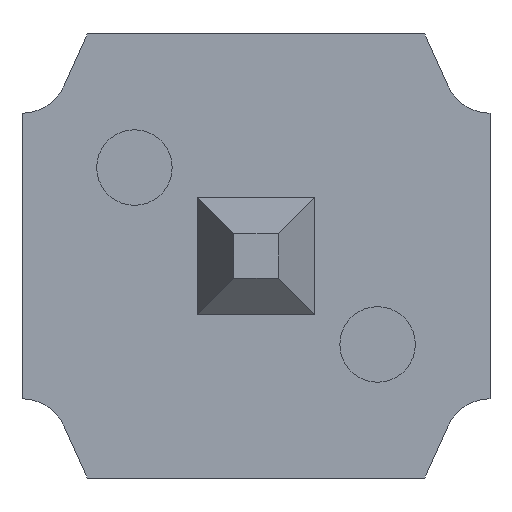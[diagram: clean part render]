
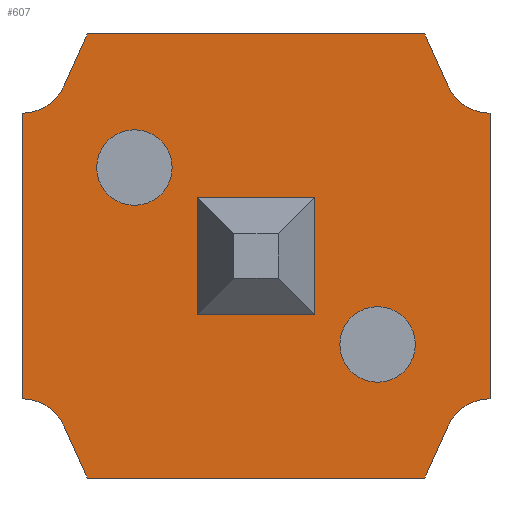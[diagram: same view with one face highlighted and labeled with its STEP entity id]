
A CAD part, left-side view. The second image highlights one B-rep face of the part: STEP entity #607.
In plain terms, the highlighted planar face has unit normal (-1, 0, 0).
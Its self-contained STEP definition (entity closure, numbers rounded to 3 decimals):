
#2=DIRECTION('',(0.,0.407,0.914));
#3=VECTOR('',#2,0.308);
#4=CARTESIAN_POINT('',(0.,0.916,-1.205));
#5=LINE('37',#4,#3);
#6=CARTESIAN_POINT('',(0.,1.27,-1.025));
#7=DIRECTION('',(-1.,0.,0.));
#8=DIRECTION('',(0.,-0.914,0.407));
#9=AXIS2_PLACEMENT_3D('',#6,#7,#8);
#11=DIRECTION('',(0.,0.,1.));
#12=VECTOR('',#11,1.55);
#13=CARTESIAN_POINT('',(0.,1.27,-0.775));
#14=LINE('375',#13,#12);
#15=CARTESIAN_POINT('',(0.,1.27,1.025));
#16=DIRECTION('',(-1.,0.,0.));
#17=DIRECTION('',(0.,0.,-1.));
#18=AXIS2_PLACEMENT_3D('',#15,#16,#17);
#20=DIRECTION('',(0.,-0.407,0.914));
#21=VECTOR('',#20,0.308);
#22=CARTESIAN_POINT('',(0.,1.042,0.923));
#23=LINE('23',#22,#21);
#24=DIRECTION('',(0.,-1.,0.));
#25=VECTOR('',#24,1.832);
#26=CARTESIAN_POINT('',(0.,0.916,1.205));
#27=LINE('24',#26,#25);
#28=DIRECTION('',(0.,-0.407,-0.914));
#29=VECTOR('',#28,0.308);
#30=CARTESIAN_POINT('',(0.,-0.916,1.205));
#31=LINE('25',#30,#29);
#32=CARTESIAN_POINT('',(0.,-1.27,1.025));
#33=DIRECTION('',(-1.,0.,0.));
#34=DIRECTION('',(0.,0.914,-0.407));
#35=AXIS2_PLACEMENT_3D('',#32,#33,#34);
#37=DIRECTION('',(0.,0.,-1.));
#38=VECTOR('',#37,1.55);
#39=CARTESIAN_POINT('',(0.,-1.27,0.775));
#40=LINE('376',#39,#38);
#41=CARTESIAN_POINT('',(0.,-1.27,-1.025));
#42=DIRECTION('',(-1.,0.,0.));
#43=DIRECTION('',(0.,0.,1.));
#44=AXIS2_PLACEMENT_3D('',#41,#42,#43);
#46=DIRECTION('',(0.,0.407,-0.914));
#47=VECTOR('',#46,0.308);
#48=CARTESIAN_POINT('',(0.,-1.042,-0.923));
#49=LINE('35',#48,#47);
#50=DIRECTION('',(0.,1.,0.));
#51=VECTOR('',#50,1.832);
#52=CARTESIAN_POINT('',(0.,-0.916,-1.205));
#53=LINE('36',#52,#51);
#54=CARTESIAN_POINT('',(0.,0.66,0.48));
#55=DIRECTION('',(-1.,0.,0.));
#56=DIRECTION('',(0.,-1.,0.));
#57=AXIS2_PLACEMENT_3D('',#54,#55,#56);
#59=CARTESIAN_POINT('',(0.,0.66,0.48));
#60=DIRECTION('',(-1.,0.,0.));
#61=DIRECTION('',(0.,1.,0.));
#62=AXIS2_PLACEMENT_3D('',#59,#60,#61);
#64=CARTESIAN_POINT('',(0.,-0.66,-0.48));
#65=DIRECTION('',(-1.,0.,0.));
#66=DIRECTION('',(0.,-1.,0.));
#67=AXIS2_PLACEMENT_3D('',#64,#65,#66);
#69=CARTESIAN_POINT('',(0.,-0.66,-0.48));
#70=DIRECTION('',(-1.,0.,0.));
#71=DIRECTION('',(0.,1.,0.));
#72=AXIS2_PLACEMENT_3D('',#69,#70,#71);
#74=DIRECTION('',(0.,0.,1.));
#75=VECTOR('',#74,0.64);
#76=CARTESIAN_POINT('',(0.,0.32,-0.32));
#77=LINE('5500',#76,#75);
#78=DIRECTION('',(0.,1.,0.));
#79=VECTOR('',#78,0.64);
#80=CARTESIAN_POINT('',(0.,-0.32,-0.32));
#81=LINE('5503',#80,#79);
#82=DIRECTION('',(0.,0.,-1.));
#83=VECTOR('',#82,0.64);
#84=CARTESIAN_POINT('',(0.,-0.32,0.32));
#85=LINE('5502',#84,#83);
#86=DIRECTION('',(0.,-1.,0.));
#87=VECTOR('',#86,0.64);
#88=CARTESIAN_POINT('',(0.,0.32,0.32));
#89=LINE('5501',#88,#87);
#426=CARTESIAN_POINT('',(0.,1.27,0.775));
#427=CARTESIAN_POINT('',(0.,1.042,0.923));
#428=VERTEX_POINT('',#426);
#429=VERTEX_POINT('',#427);
#430=CARTESIAN_POINT('',(0.,0.916,1.205));
#431=VERTEX_POINT('',#430);
#432=CARTESIAN_POINT('',(0.,-0.916,1.205));
#433=VERTEX_POINT('',#432);
#434=CARTESIAN_POINT('',(0.,-1.042,0.923));
#435=VERTEX_POINT('',#434);
#436=CARTESIAN_POINT('',(0.,-1.27,0.775));
#437=VERTEX_POINT('',#436);
#438=CARTESIAN_POINT('',(0.,-1.27,-0.775));
#439=CARTESIAN_POINT('',(0.,-1.042,-0.923));
#440=VERTEX_POINT('',#438);
#441=VERTEX_POINT('',#439);
#442=CARTESIAN_POINT('',(0.,-0.916,-1.205));
#443=VERTEX_POINT('',#442);
#444=CARTESIAN_POINT('',(0.,0.916,-1.205));
#445=VERTEX_POINT('',#444);
#446=CARTESIAN_POINT('',(0.,1.042,-0.923));
#447=VERTEX_POINT('',#446);
#448=CARTESIAN_POINT('',(0.,1.27,-0.775));
#449=VERTEX_POINT('',#448);
#498=CARTESIAN_POINT('',(0.,0.455,0.48));
#499=CARTESIAN_POINT('',(0.,0.865,0.48));
#500=VERTEX_POINT('',#498);
#501=VERTEX_POINT('',#499);
#502=CARTESIAN_POINT('',(0.,-0.865,-0.48));
#503=CARTESIAN_POINT('',(0.,-0.455,-0.48));
#504=VERTEX_POINT('',#502);
#505=VERTEX_POINT('',#503);
#538=CARTESIAN_POINT('',(0.,0.32,-0.32));
#539=CARTESIAN_POINT('',(0.,0.32,0.32));
#540=VERTEX_POINT('',#538);
#541=VERTEX_POINT('',#539);
#542=CARTESIAN_POINT('',(0.,-0.32,0.32));
#543=VERTEX_POINT('',#542);
#544=CARTESIAN_POINT('',(0.,-0.32,-0.32));
#545=VERTEX_POINT('',#544);
#554=CARTESIAN_POINT('',(0.,0.,0.));
#555=DIRECTION('',(1.,0.,0.));
#556=DIRECTION('',(0.,1.,0.));
#557=AXIS2_PLACEMENT_3D('',#554,#555,#556);
#558=PLANE('16',#557);
#560=ORIENTED_EDGE('37',*,*,#559,.T.);
#562=ORIENTED_EDGE('38',*,*,#561,.T.);
#564=ORIENTED_EDGE('375',*,*,#563,.T.);
#566=ORIENTED_EDGE('22',*,*,#565,.T.);
#568=ORIENTED_EDGE('23',*,*,#567,.T.);
#570=ORIENTED_EDGE('24',*,*,#569,.T.);
#572=ORIENTED_EDGE('25',*,*,#571,.T.);
#574=ORIENTED_EDGE('26',*,*,#573,.T.);
#576=ORIENTED_EDGE('376',*,*,#575,.T.);
#578=ORIENTED_EDGE('34',*,*,#577,.T.);
#580=ORIENTED_EDGE('35',*,*,#579,.T.);
#582=ORIENTED_EDGE('36',*,*,#581,.T.);
#583=EDGE_LOOP('16',(#560,#562,#564,#566,#568,#570,#572,#574,#576,#578,#580,
#582));
#584=FACE_OUTER_BOUND('16',#583,.F.);
#586=ORIENTED_EDGE('2271',*,*,#585,.T.);
#588=ORIENTED_EDGE('2272',*,*,#587,.T.);
#589=EDGE_LOOP('16',(#586,#588));
#590=FACE_BOUND('16',#589,.F.);
#592=ORIENTED_EDGE('2273',*,*,#591,.T.);
#594=ORIENTED_EDGE('2274',*,*,#593,.T.);
#595=EDGE_LOOP('16',(#592,#594));
#596=FACE_BOUND('16',#595,.F.);
#598=ORIENTED_EDGE('5500',*,*,#597,.F.);
#600=ORIENTED_EDGE('5503',*,*,#599,.F.);
#602=ORIENTED_EDGE('5502',*,*,#601,.F.);
#604=ORIENTED_EDGE('5501',*,*,#603,.F.);
#605=EDGE_LOOP('16',(#598,#600,#602,#604));
#606=FACE_BOUND('16',#605,.F.);
#607=ADVANCED_FACE('16',(#584,#590,#596,#606),#558,.F.);
#10=CIRCLE('38',#9,0.25);
#19=CIRCLE('22',#18,0.25);
#36=CIRCLE('26',#35,0.25);
#45=CIRCLE('34',#44,0.25);
#58=CIRCLE('2271',#57,0.205);
#63=CIRCLE('2272',#62,0.205);
#68=CIRCLE('2273',#67,0.205);
#73=CIRCLE('2274',#72,0.205);
#559=EDGE_CURVE('37',#445,#447,#5,.T.);
#561=EDGE_CURVE('38',#447,#449,#10,.T.);
#563=EDGE_CURVE('375',#449,#428,#14,.T.);
#565=EDGE_CURVE('22',#428,#429,#19,.T.);
#567=EDGE_CURVE('23',#429,#431,#23,.T.);
#569=EDGE_CURVE('24',#431,#433,#27,.T.);
#571=EDGE_CURVE('25',#433,#435,#31,.T.);
#573=EDGE_CURVE('26',#435,#437,#36,.T.);
#575=EDGE_CURVE('376',#437,#440,#40,.T.);
#577=EDGE_CURVE('34',#440,#441,#45,.T.);
#579=EDGE_CURVE('35',#441,#443,#49,.T.);
#581=EDGE_CURVE('36',#443,#445,#53,.T.);
#585=EDGE_CURVE('2271',#500,#501,#58,.T.);
#587=EDGE_CURVE('2272',#501,#500,#63,.T.);
#591=EDGE_CURVE('2273',#504,#505,#68,.T.);
#593=EDGE_CURVE('2274',#505,#504,#73,.T.);
#597=EDGE_CURVE('5500',#540,#541,#77,.T.);
#599=EDGE_CURVE('5503',#545,#540,#81,.T.);
#601=EDGE_CURVE('5502',#543,#545,#85,.T.);
#603=EDGE_CURVE('5501',#541,#543,#89,.T.);
